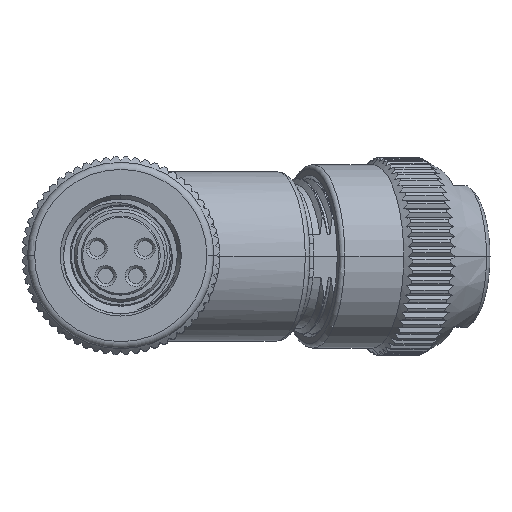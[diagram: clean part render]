
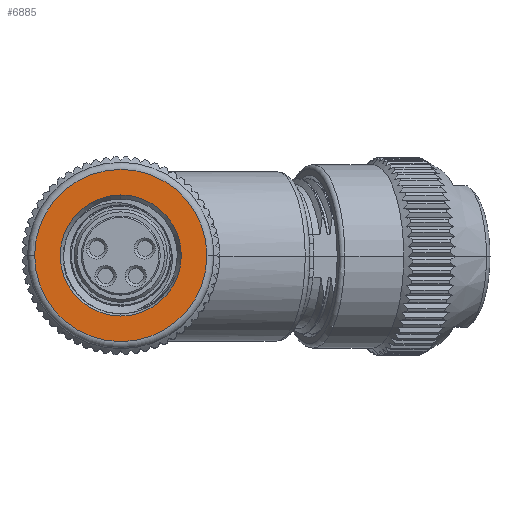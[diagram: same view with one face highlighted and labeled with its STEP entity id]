
A CAD part, top view. The second image highlights one B-rep face of the part: STEP entity #6885.
In plain terms, the highlighted planar face has unit normal (0, 0, 1).
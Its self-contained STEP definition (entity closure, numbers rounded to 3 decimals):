
#2328=CARTESIAN_POINT('',(0.,0.,7.2));
#2329=DIRECTION('',(0.,0.,-1.));
#2330=DIRECTION('',(1.,-0.007,0.));
#2331=AXIS2_PLACEMENT_3D('',#2328,#2329,#2330);
#2333=CARTESIAN_POINT('',(0.,0.,7.2));
#2334=DIRECTION('',(0.,0.,-1.));
#2335=DIRECTION('',(-1.,0.007,0.));
#2336=AXIS2_PLACEMENT_3D('',#2333,#2334,#2335);
#2338=CARTESIAN_POINT('',(0.,0.,7.2));
#2339=DIRECTION('',(0.,0.,1.));
#2340=DIRECTION('',(0.,1.,0.));
#2341=AXIS2_PLACEMENT_3D('',#2338,#2339,#2340);
#2343=CARTESIAN_POINT('',(0.,0.,7.2));
#2344=DIRECTION('',(0.,0.,1.));
#2345=DIRECTION('',(0.,-1.,0.));
#2346=AXIS2_PLACEMENT_3D('',#2343,#2344,#2345);
#2348=CARTESIAN_POINT('',(0.,0.,7.2));
#2349=DIRECTION('',(0.,0.,1.));
#2350=DIRECTION('',(1.,-0.007,0.));
#2351=AXIS2_PLACEMENT_3D('',#2348,#2349,#2350);
#2368=CARTESIAN_POINT('',(0.,0.,7.2));
#2369=DIRECTION('',(0.,0.,1.));
#2370=DIRECTION('',(-1.,0.007,0.));
#2371=AXIS2_PLACEMENT_3D('',#2368,#2369,#2370);
#4724=CARTESIAN_POINT('',(0.,4.289,7.2));
#4725=CARTESIAN_POINT('',(0.,-4.289,7.2));
#4726=VERTEX_POINT('',#4724);
#4727=VERTEX_POINT('',#4725);
#4728=CARTESIAN_POINT('',(6.1,-0.042,7.2));
#4729=CARTESIAN_POINT('',(-6.1,0.,7.2));
#4730=VERTEX_POINT('',#4728);
#4731=VERTEX_POINT('',#4729);
#4732=CARTESIAN_POINT('',(6.1,0.001,7.2));
#4733=VERTEX_POINT('',#4732);
#4734=CARTESIAN_POINT('',(-6.1,0.042,7.2));
#4735=VERTEX_POINT('',#4734);
#6865=CARTESIAN_POINT('',(0.,0.,7.2));
#6866=DIRECTION('',(0.,0.,1.));
#6867=DIRECTION('',(1.,0.,0.));
#6868=AXIS2_PLACEMENT_3D('',#6865,#6866,#6867);
#6869=PLANE('',#6868);
#6871=ORIENTED_EDGE('',*,*,#6870,.F.);
#6873=ORIENTED_EDGE('',*,*,#6872,.T.);
#6875=ORIENTED_EDGE('',*,*,#6874,.F.);
#6877=ORIENTED_EDGE('',*,*,#6876,.T.);
#6878=EDGE_LOOP('',(#6871,#6873,#6875,#6877));
#6879=FACE_OUTER_BOUND('',#6878,.F.);
#6880=ORIENTED_EDGE('',*,*,#6853,.T.);
#6882=ORIENTED_EDGE('',*,*,#6881,.T.);
#6883=EDGE_LOOP('',(#6880,#6882));
#6884=FACE_BOUND('',#6883,.F.);
#6885=ADVANCED_FACE('',(#6879,#6884),#6869,.T.);
#2332=CIRCLE('',#2331,6.1);
#2337=CIRCLE('',#2336,6.1);
#2342=CIRCLE('',#2341,4.289);
#2347=CIRCLE('',#2346,4.289);
#2352=CIRCLE('',#2351,6.1);
#2372=CIRCLE('',#2371,6.1);
#6853=EDGE_CURVE('',#4726,#4727,#2342,.T.);
#6870=EDGE_CURVE('',#4730,#4733,#2352,.T.);
#6872=EDGE_CURVE('',#4730,#4731,#2332,.T.);
#6874=EDGE_CURVE('',#4735,#4731,#2372,.T.);
#6876=EDGE_CURVE('',#4735,#4733,#2337,.T.);
#6881=EDGE_CURVE('',#4727,#4726,#2347,.T.);
